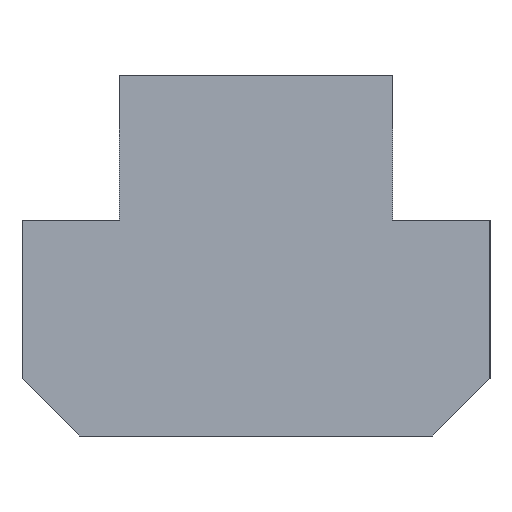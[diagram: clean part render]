
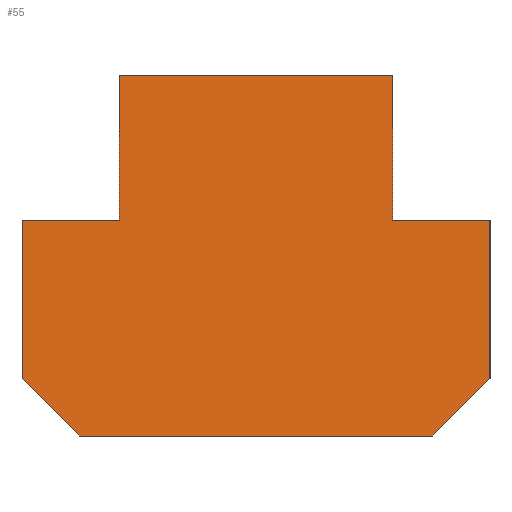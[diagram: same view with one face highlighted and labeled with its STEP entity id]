
A CAD part, front view. The second image highlights one B-rep face of the part: STEP entity #55.
In plain terms, the highlighted planar face has unit normal (0.707, -0.707, 0).
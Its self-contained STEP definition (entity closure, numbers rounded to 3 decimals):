
#55=ADVANCED_FACE('',(#111),#112,.F.);
#111=FACE_OUTER_BOUND('',#168,.T.);
#112=PLANE('',#169);
#168=EDGE_LOOP('',(#256,#257,#258,#259,#260,#261,#262,#263,#264,#265));
#169=AXIS2_PLACEMENT_3D('',#266,#267,#268);
#256=ORIENTED_EDGE('',*,*,#383,.F.);
#257=ORIENTED_EDGE('',*,*,#384,.F.);
#258=ORIENTED_EDGE('',*,*,#368,.F.);
#259=ORIENTED_EDGE('',*,*,#385,.F.);
#260=ORIENTED_EDGE('',*,*,#375,.F.);
#261=ORIENTED_EDGE('',*,*,#386,.F.);
#262=ORIENTED_EDGE('',*,*,#371,.F.);
#263=ORIENTED_EDGE('',*,*,#380,.F.);
#264=ORIENTED_EDGE('',*,*,#387,.F.);
#265=ORIENTED_EDGE('',*,*,#363,.F.);
#266=CARTESIAN_POINT('',(-6.5,-11.874,-5.));
#267=DIRECTION('',(-0.707,0.707,0.0));
#268=DIRECTION('',(0.0,0.0,1.0));
#363=EDGE_CURVE('',#433,#434,#435,.T.);
#368=EDGE_CURVE('',#439,#441,#442,.T.);
#371=EDGE_CURVE('',#445,#446,#447,.T.);
#375=EDGE_CURVE('',#451,#452,#453,.T.);
#380=EDGE_CURVE('',#458,#445,#459,.T.);
#383=EDGE_CURVE('',#462,#433,#463,.T.);
#384=EDGE_CURVE('',#441,#462,#464,.T.);
#385=EDGE_CURVE('',#452,#439,#465,.T.);
#386=EDGE_CURVE('',#446,#451,#466,.T.);
#387=EDGE_CURVE('',#434,#458,#467,.T.);
#433=VERTEX_POINT('',#532);
#434=VERTEX_POINT('',#533);
#435=LINE('',#534,#535);
#439=VERTEX_POINT('',#541);
#441=VERTEX_POINT('',#544);
#442=LINE('',#545,#546);
#445=VERTEX_POINT('',#550);
#446=VERTEX_POINT('',#551);
#447=LINE('',#552,#553);
#451=VERTEX_POINT('',#559);
#452=VERTEX_POINT('',#560);
#453=LINE('',#561,#562);
#458=VERTEX_POINT('',#569);
#459=LINE('',#570,#571);
#462=VERTEX_POINT('',#575);
#463=LINE('',#576,#577);
#464=LINE('',#578,#579);
#465=LINE('',#580,#581);
#466=LINE('',#582,#583);
#467=LINE('',#584,#585);
#532=CARTESIAN_POINT('',(-3.8,-9.174,1.0));
#533=CARTESIAN_POINT('',(-3.8,-9.174,5.0));
#534=CARTESIAN_POINT('',(-3.8,-9.174,-2.));
#535=VECTOR('',#633,1.0);
#541=CARTESIAN_POINT('',(-4.9,-10.274,-5.0));
#544=CARTESIAN_POINT('',(-6.5,-11.874,-3.4));
#545=CARTESIAN_POINT('',(-3.721,-9.095,-6.179));
#546=VECTOR('',#637,1.0);
#550=CARTESIAN_POINT('',(3.8,-1.574,1.0));
#551=CARTESIAN_POINT('',(6.5,1.126,1.0));
#552=CARTESIAN_POINT('',(-0.281,-5.656,1.0));
#553=VECTOR('',#639,1.0);
#559=CARTESIAN_POINT('',(6.5,1.126,-3.4));
#560=CARTESIAN_POINT('',(4.9,-0.474,-5.0));
#561=CARTESIAN_POINT('',(1.179,-4.195,-8.721));
#562=VECTOR('',#642,1.0);
#569=CARTESIAN_POINT('',(3.8,-1.574,5.0));
#570=CARTESIAN_POINT('',(3.8,-1.574,0.));
#571=VECTOR('',#645,1.0);
#575=CARTESIAN_POINT('',(-6.5,-11.874,1.0));
#576=CARTESIAN_POINT('',(-3.531,-8.906,1.0));
#577=VECTOR('',#647,1.0);
#578=CARTESIAN_POINT('',(-6.5,-11.874,-4.2));
#579=VECTOR('',#648,1.0);
#580=CARTESIAN_POINT('',(-0.681,-6.056,-5.0));
#581=VECTOR('',#649,1.0);
#582=CARTESIAN_POINT('',(6.5,1.126,-4.2));
#583=VECTOR('',#650,1.0);
#584=CARTESIAN_POINT('',(-2.856,-8.231,5.0));
#585=VECTOR('',#651,1.0);
#633=DIRECTION('',(0.0,0.0,1.0));
#637=DIRECTION('',(-0.577,-0.577,0.577));
#639=DIRECTION('',(0.707,0.707,0.));
#642=DIRECTION('',(-0.577,-0.577,-0.577));
#645=DIRECTION('',(0.0,0.0,-1.0));
#647=DIRECTION('',(0.707,0.707,0.));
#648=DIRECTION('',(0.0,0.0,1.0));
#649=DIRECTION('',(-0.707,-0.707,0.));
#650=DIRECTION('',(0.0,0.0,-1.0));
#651=DIRECTION('',(0.707,0.707,0.));
